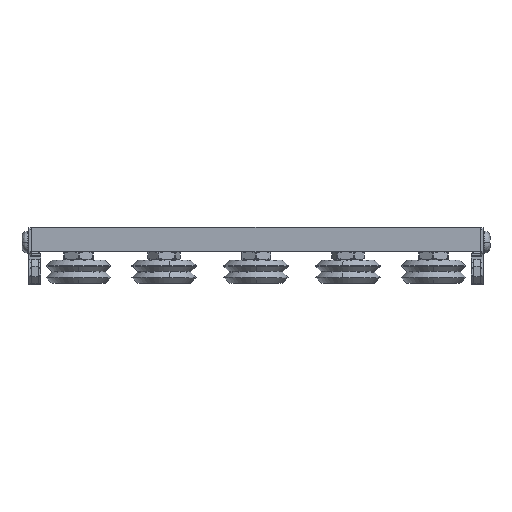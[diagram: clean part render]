
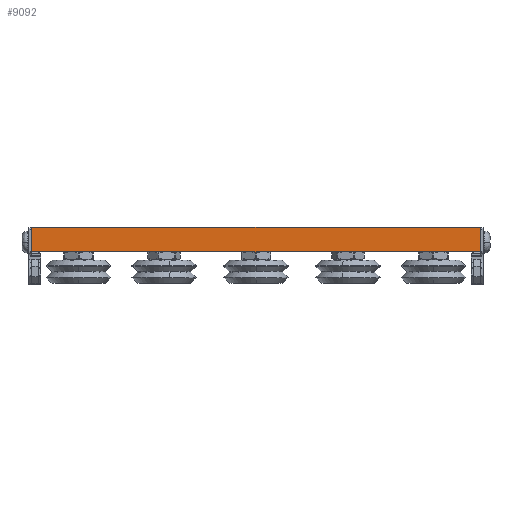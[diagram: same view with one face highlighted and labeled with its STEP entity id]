
A CAD part, top view. The second image highlights one B-rep face of the part: STEP entity #9092.
In plain terms, the highlighted planar face has unit normal (0, 0, 1).
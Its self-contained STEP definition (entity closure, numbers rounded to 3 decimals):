
#1098 = VERTEX_POINT ( 'NONE', #28523 ) ;
#1362 = VERTEX_POINT ( 'NONE', #24321 ) ;
#1477 = VERTEX_POINT ( 'NONE', #28835 ) ;
#1902 = DIRECTION ( 'NONE',  ( -1., 0., 0. ) ) ;
#1966 = DIRECTION ( 'NONE',  ( 0.707, 0.707, 0. ) ) ;
#1972 = CARTESIAN_POINT ( 'NONE',  ( -106.553, 0., 18.999 ) ) ;
#2568 = DIRECTION ( 'NONE',  ( 0., -1., 0. ) ) ;
#3249 = DIRECTION ( 'NONE',  ( 0.707, -0.707, 0. ) ) ;
#3433 = DIRECTION ( 'NONE',  ( 0., 0., 1. ) ) ;
#3654 = VECTOR ( 'NONE', #1902, 1000. ) ;
#4634 = CARTESIAN_POINT ( 'NONE',  ( 107.505, 0., 18.999 ) ) ;
#4761 = VERTEX_POINT ( 'NONE', #15763 ) ;
#4918 = LINE ( 'NONE', #14746, #3654 ) ;
#6467 = PLANE ( 'NONE',  #27937 ) ;
#7347 = VECTOR ( 'NONE', #3249, 1000. ) ;
#9092 = ADVANCED_FACE ( 'NONE', ( #33944 ), #6467, .T. ) ;
#9523 = ORIENTED_EDGE ( 'NONE', *, *, #21285, .T. ) ;
#10458 = EDGE_CURVE ( 'NONE', #36869, #1098, #4918, .T. ) ;
#10665 = VECTOR ( 'NONE', #2568, 1000. ) ;
#10819 = LINE ( 'NONE', #23059, #37897 ) ;
#12085 = CARTESIAN_POINT ( 'NONE',  ( 107.505, 11.786, 18.999 ) ) ;
#12255 = CARTESIAN_POINT ( 'NONE',  ( 107.505, 0.952, 18.999 ) ) ;
#12494 = ORIENTED_EDGE ( 'NONE', *, *, #25139, .T. ) ;
#13748 = EDGE_LOOP ( 'NONE', ( #12494, #16375, #15131, #9523, #29247, #34418 ) ) ;
#14746 = CARTESIAN_POINT ( 'NONE',  ( 0., 11.786, 18.999 ) ) ;
#15131 = ORIENTED_EDGE ( 'NONE', *, *, #24115, .T. ) ;
#15691 = DIRECTION ( 'NONE',  ( 1., 0., 0. ) ) ;
#15763 = CARTESIAN_POINT ( 'NONE',  ( -106.553, 0., 18.999 ) ) ;
#16010 = VERTEX_POINT ( 'NONE', #12255 ) ;
#16375 = ORIENTED_EDGE ( 'NONE', *, *, #10458, .T. ) ;
#16896 = DIRECTION ( 'NONE',  ( 0., 1., 0. ) ) ;
#17851 = LINE ( 'NONE', #30073, #10665 ) ;
#17931 = EDGE_CURVE ( 'NONE', #4761, #1477, #35078, .T. ) ;
#18710 = CARTESIAN_POINT ( 'NONE',  ( 0., 0., 18.999 ) ) ;
#21285 = EDGE_CURVE ( 'NONE', #1362, #4761, #21724, .T. ) ;
#21724 = LINE ( 'NONE', #36747, #7347 ) ;
#23059 = CARTESIAN_POINT ( 'NONE',  ( 106.553, 0., 18.999 ) ) ;
#24115 = EDGE_CURVE ( 'NONE', #1098, #1362, #17851, .T. ) ;
#24161 = VECTOR ( 'NONE', #16896, 1000. ) ;
#24321 = CARTESIAN_POINT ( 'NONE',  ( -107.505, 0.953, 18.999 ) ) ;
#25139 = EDGE_CURVE ( 'NONE', #16010, #36869, #25907, .T. ) ;
#25907 = LINE ( 'NONE', #4634, #24161 ) ;
#26451 = DIRECTION ( 'NONE',  ( 1., 0., 0. ) ) ;
#27937 = AXIS2_PLACEMENT_3D ( 'NONE', #18710, #3433, #15691 ) ;
#28523 = CARTESIAN_POINT ( 'NONE',  ( -107.505, 11.786, 18.999 ) ) ;
#28835 = CARTESIAN_POINT ( 'NONE',  ( 106.553, 0., 18.999 ) ) ;
#29247 = ORIENTED_EDGE ( 'NONE', *, *, #17931, .T. ) ;
#30073 = CARTESIAN_POINT ( 'NONE',  ( -107.505, 0., 18.999 ) ) ;
#33636 = VECTOR ( 'NONE', #26451, 1000. ) ;
#33944 = FACE_OUTER_BOUND ( 'NONE', #13748, .T. ) ;
#34418 = ORIENTED_EDGE ( 'NONE', *, *, #35282, .T. ) ;
#35078 = LINE ( 'NONE', #1972, #33636 ) ;
#35282 = EDGE_CURVE ( 'NONE', #1477, #16010, #10819, .T. ) ;
#36747 = CARTESIAN_POINT ( 'NONE',  ( -107.505, 0.952, 18.999 ) ) ;
#36869 = VERTEX_POINT ( 'NONE', #12085 ) ;
#37897 = VECTOR ( 'NONE', #1966, 1000. ) ;
